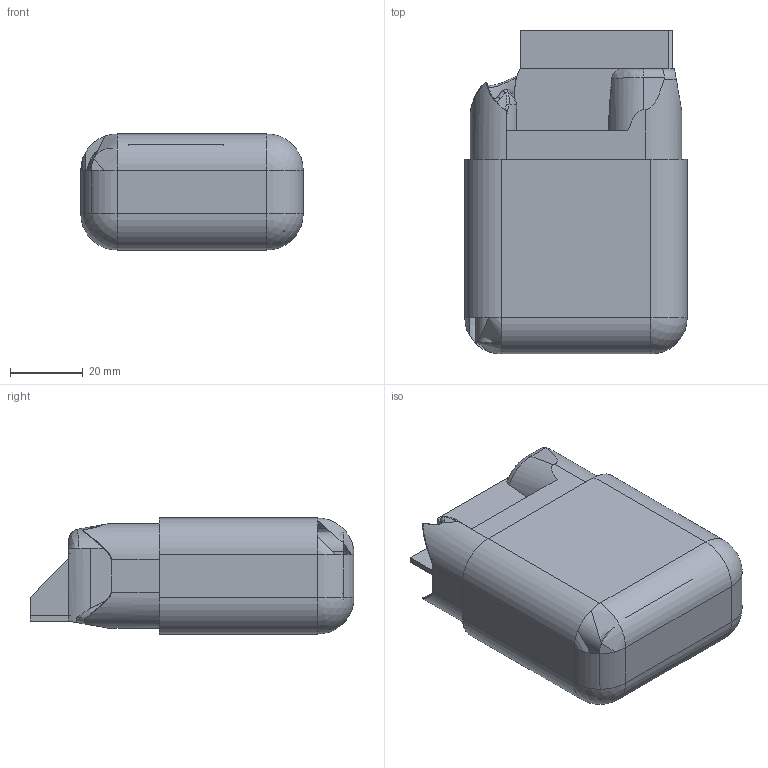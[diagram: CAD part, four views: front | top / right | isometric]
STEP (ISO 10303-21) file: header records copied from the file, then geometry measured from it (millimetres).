
FILE_DESCRIPTION(/* description */ (''),/* implementation_level */ '2;1');
FILE_NAME(/* name */ 'roll-buddy-body.stp',/* time_stamp */ '2023-11-09T23:40:38Z',/* author */ ('iwheard'),/* organization */ (''),/* preprocessor_version */ 'ST-DEVELOPER v19',/* originating_system */ 'Autodesk Inventor 2023',/* authorisation */ '');
FILE_SCHEMA (('AUTOMOTIVE_DESIGN { 1 0 10303 214 3 1 1 }'));
Length unit declared in the file: millimetre
Products named in the file (2): roll-buddy-body; roll-buddy
Assembly tree (1 placements, depth 2):
  roll-buddy-body
    roll-buddy
Bounding box: 61.32 x 89.3 x 32 mm (x, y, z)
Volume: 55758 mm3; surface area: 32899.1 mm2
Topology: 1 solids, 1 shells, 95 faces, 235 edges, 141 vertices
Faces by surface type: plane 32, bspline 28, cylinder 26, sphere 7, torus 2
Entity records: 4183 total; most frequent: CARTESIAN_POINT 1900, ORIENTED_EDGE 468, DIRECTION 403, EDGE_CURVE 234, AXIS2_PLACEMENT_3D 153, VERTEX_POINT 141, EDGE_LOOP 97, LINE 97
